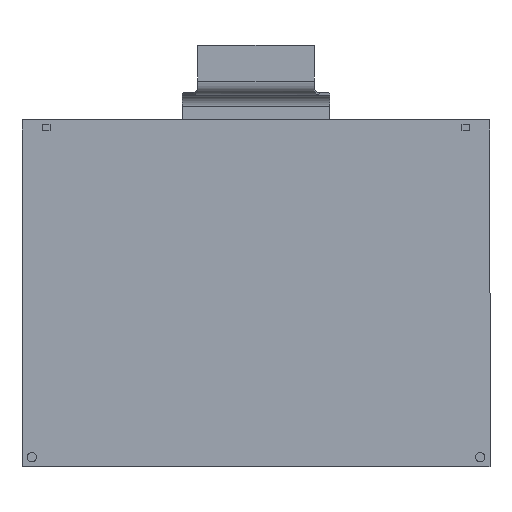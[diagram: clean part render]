
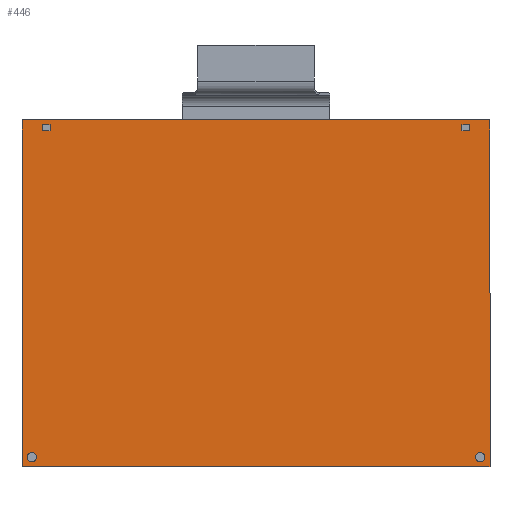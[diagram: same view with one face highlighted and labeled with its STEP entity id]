
A CAD part, front view. The second image highlights one B-rep face of the part: STEP entity #446.
In plain terms, the highlighted planar face has unit normal (0, -1, 0).
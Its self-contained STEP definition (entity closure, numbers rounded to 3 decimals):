
#3 = AXIS2_PLACEMENT_3D ( 'NONE', #620, #275, #856 ) ;
#6 = ORIENTED_EDGE ( 'NONE', *, *, #967, .T. ) ;
#19 = CARTESIAN_POINT ( 'NONE',  ( -28.8, 0., -17.55 ) ) ;
#20 = FACE_BOUND ( 'NONE', #291, .T. ) ;
#26 = AXIS2_PLACEMENT_3D ( 'NONE', #1153, #658, #1298 ) ;
#32 = CARTESIAN_POINT ( 'NONE',  ( 26.45, 0., 24.35 ) ) ;
#33 = VERTEX_POINT ( 'NONE', #1135 ) ;
#58 = DIRECTION ( 'NONE',  ( 0., -1., 0. ) ) ;
#63 = VERTEX_POINT ( 'NONE', #1014 ) ;
#69 = DIRECTION ( 'NONE',  ( 0., 0., 1. ) ) ;
#99 = CIRCLE ( 'NONE', #26, 0.6 ) ;
#122 = ORIENTED_EDGE ( 'NONE', *, *, #1258, .T. ) ;
#139 = VERTEX_POINT ( 'NONE', #543 ) ;
#159 = EDGE_CURVE ( 'NONE', #1174, #1060, #784, .T. ) ;
#166 = CARTESIAN_POINT ( 'NONE',  ( -30.05, 0., 25.75 ) ) ;
#177 = VERTEX_POINT ( 'NONE', #1160 ) ;
#180 = VECTOR ( 'NONE', #1184, 1000. ) ;
#196 = LINE ( 'NONE', #689, #180 ) ;
#210 = VERTEX_POINT ( 'NONE', #791 ) ;
#211 = LINE ( 'NONE', #708, #1391 ) ;
#216 = EDGE_LOOP ( 'NONE', ( #1268, #333 ) ) ;
#217 = EDGE_CURVE ( 'NONE', #685, #1529, #1429, .T. ) ;
#229 = CARTESIAN_POINT ( 'NONE',  ( 30.05, 0., 25.75 ) ) ;
#235 = VECTOR ( 'NONE', #1038, 1000. ) ;
#248 = FACE_BOUND ( 'NONE', #994, .T. ) ;
#258 = CARTESIAN_POINT ( 'NONE',  ( -30.05, 0., -18.75 ) ) ;
#275 = DIRECTION ( 'NONE',  ( 0., 1., 0. ) ) ;
#282 = CARTESIAN_POINT ( 'NONE',  ( 28.8, 0., -17.55 ) ) ;
#287 = EDGE_CURVE ( 'NONE', #583, #177, #713, .T. ) ;
#289 = LINE ( 'NONE', #166, #235 ) ;
#291 = EDGE_LOOP ( 'NONE', ( #826, #316, #122, #1493 ) ) ;
#313 = LINE ( 'NONE', #1535, #1418 ) ;
#316 = ORIENTED_EDGE ( 'NONE', *, *, #898, .T. ) ;
#330 = CARTESIAN_POINT ( 'NONE',  ( 28.8, 0., -16.95 ) ) ;
#333 = ORIENTED_EDGE ( 'NONE', *, *, #1296, .F. ) ;
#364 = DIRECTION ( 'NONE',  ( 0., 0., -1. ) ) ;
#398 = ORIENTED_EDGE ( 'NONE', *, *, #159, .F. ) ;
#408 = DIRECTION ( 'NONE',  ( 0., 0., 1. ) ) ;
#416 = VERTEX_POINT ( 'NONE', #1573 ) ;
#419 = VERTEX_POINT ( 'NONE', #229 ) ;
#430 = LINE ( 'NONE', #777, #672 ) ;
#446 = ADVANCED_FACE ( 'NONE', ( #860, #248, #740, #736, #20 ), #873, .F. ) ;
#475 = VERTEX_POINT ( 'NONE', #258 ) ;
#505 = DIRECTION ( 'NONE',  ( 0., -1., 0. ) ) ;
#543 = CARTESIAN_POINT ( 'NONE',  ( 30.05, 0., -18.75 ) ) ;
#544 = ORIENTED_EDGE ( 'NONE', *, *, #1154, .T. ) ;
#545 = LINE ( 'NONE', #897, #1342 ) ;
#559 = EDGE_CURVE ( 'NONE', #1190, #63, #1225, .T. ) ;
#570 = DIRECTION ( 'NONE',  ( -1., 0., 0. ) ) ;
#583 = VERTEX_POINT ( 'NONE', #1171 ) ;
#586 = CARTESIAN_POINT ( 'NONE',  ( -26.45, 0., 24.35 ) ) ;
#606 = CARTESIAN_POINT ( 'NONE',  ( 27.45, 0., 24.35 ) ) ;
#613 = VERTEX_POINT ( 'NONE', #32 ) ;
#620 = CARTESIAN_POINT ( 'NONE',  ( 0., 0., 0. ) ) ;
#658 = DIRECTION ( 'NONE',  ( 0., -1., 0. ) ) ;
#659 = DIRECTION ( 'NONE',  ( 0., -1., 0. ) ) ;
#672 = VECTOR ( 'NONE', #1022, 1000. ) ;
#685 = VERTEX_POINT ( 'NONE', #1456 ) ;
#689 = CARTESIAN_POINT ( 'NONE',  ( 26.45, 0., 24.35 ) ) ;
#708 = CARTESIAN_POINT ( 'NONE',  ( -26.45, 0., 24.35 ) ) ;
#713 = LINE ( 'NONE', #1078, #1319 ) ;
#728 = CIRCLE ( 'NONE', #1366, 0.6 ) ;
#736 = FACE_BOUND ( 'NONE', #216, .T. ) ;
#740 = FACE_OUTER_BOUND ( 'NONE', #1270, .T. ) ;
#750 = VERTEX_POINT ( 'NONE', #1582 ) ;
#777 = CARTESIAN_POINT ( 'NONE',  ( 30.05, 0., 25.75 ) ) ;
#780 = VECTOR ( 'NONE', #69, 1000. ) ;
#784 = LINE ( 'NONE', #911, #780 ) ;
#791 = CARTESIAN_POINT ( 'NONE',  ( 27.45, 0., 24.35 ) ) ;
#800 = CARTESIAN_POINT ( 'NONE',  ( -27.45, 0., 24.35 ) ) ;
#826 = ORIENTED_EDGE ( 'NONE', *, *, #1058, .T. ) ;
#848 = EDGE_CURVE ( 'NONE', #33, #750, #728, .T. ) ;
#856 = DIRECTION ( 'NONE',  ( 0., 0., 1. ) ) ;
#858 = ORIENTED_EDGE ( 'NONE', *, *, #217, .F. ) ;
#860 = FACE_BOUND ( 'NONE', #1520, .T. ) ;
#870 = DIRECTION ( 'NONE',  ( 1., 0., 0. ) ) ;
#873 = PLANE ( 'NONE',  #3 ) ;
#881 = EDGE_CURVE ( 'NONE', #139, #419, #430, .T. ) ;
#897 = CARTESIAN_POINT ( 'NONE',  ( 26.45, 0., 24.35 ) ) ;
#898 = EDGE_CURVE ( 'NONE', #210, #613, #545, .T. ) ;
#909 = EDGE_CURVE ( 'NONE', #750, #33, #99, .T. ) ;
#911 = CARTESIAN_POINT ( 'NONE',  ( -26.45, 0., 24.35 ) ) ;
#913 = ORIENTED_EDGE ( 'NONE', *, *, #1278, .T. ) ;
#949 = ORIENTED_EDGE ( 'NONE', *, *, #1368, .F. ) ;
#961 = DIRECTION ( 'NONE',  ( -1., 0., 0. ) ) ;
#967 = EDGE_CURVE ( 'NONE', #416, #475, #289, .T. ) ;
#984 = VECTOR ( 'NONE', #1554, 1000. ) ;
#985 = CARTESIAN_POINT ( 'NONE',  ( -26.45, 0., 25.15 ) ) ;
#994 = EDGE_LOOP ( 'NONE', ( #1396, #1261 ) ) ;
#999 = VECTOR ( 'NONE', #1439, 1000. ) ;
#1014 = CARTESIAN_POINT ( 'NONE',  ( 28.8, 0., -18.15 ) ) ;
#1022 = DIRECTION ( 'NONE',  ( 0., 0., 1. ) ) ;
#1038 = DIRECTION ( 'NONE',  ( 0., 0., -1. ) ) ;
#1050 = VECTOR ( 'NONE', #364, 1000. ) ;
#1058 = EDGE_CURVE ( 'NONE', #177, #210, #1585, .T. ) ;
#1060 = VERTEX_POINT ( 'NONE', #1096 ) ;
#1063 = CARTESIAN_POINT ( 'NONE',  ( 28.8, 0., -17.55 ) ) ;
#1078 = CARTESIAN_POINT ( 'NONE',  ( 26.45, 0., 25.15 ) ) ;
#1096 = CARTESIAN_POINT ( 'NONE',  ( -26.45, 0., 25.15 ) ) ;
#1135 = CARTESIAN_POINT ( 'NONE',  ( -28.8, 0., -18.15 ) ) ;
#1153 = CARTESIAN_POINT ( 'NONE',  ( -28.8, 0., -17.55 ) ) ;
#1154 = EDGE_CURVE ( 'NONE', #475, #139, #1432, .T. ) ;
#1156 = AXIS2_PLACEMENT_3D ( 'NONE', #1063, #58, #1300 ) ;
#1160 = CARTESIAN_POINT ( 'NONE',  ( 27.45, 0., 25.15 ) ) ;
#1171 = CARTESIAN_POINT ( 'NONE',  ( 26.45, 0., 25.15 ) ) ;
#1174 = VERTEX_POINT ( 'NONE', #586 ) ;
#1184 = DIRECTION ( 'NONE',  ( 0., 0., 1. ) ) ;
#1190 = VERTEX_POINT ( 'NONE', #330 ) ;
#1195 = CARTESIAN_POINT ( 'NONE',  ( 30.05, 0., -18.75 ) ) ;
#1225 = CIRCLE ( 'NONE', #1305, 0.6 ) ;
#1237 = CIRCLE ( 'NONE', #1156, 0.6 ) ;
#1258 = EDGE_CURVE ( 'NONE', #613, #583, #196, .T. ) ;
#1261 = ORIENTED_EDGE ( 'NONE', *, *, #848, .F. ) ;
#1268 = ORIENTED_EDGE ( 'NONE', *, *, #559, .F. ) ;
#1270 = EDGE_LOOP ( 'NONE', ( #6, #544, #1405, #913 ) ) ;
#1278 = EDGE_CURVE ( 'NONE', #419, #416, #313, .T. ) ;
#1296 = EDGE_CURVE ( 'NONE', #63, #1190, #1237, .T. ) ;
#1298 = DIRECTION ( 'NONE',  ( 0., 0., 1. ) ) ;
#1300 = DIRECTION ( 'NONE',  ( 0., 0., 1. ) ) ;
#1305 = AXIS2_PLACEMENT_3D ( 'NONE', #282, #659, #408 ) ;
#1319 = VECTOR ( 'NONE', #1572, 1000. ) ;
#1342 = VECTOR ( 'NONE', #1383, 1000. ) ;
#1358 = DIRECTION ( 'NONE',  ( 0., 0., 1. ) ) ;
#1366 = AXIS2_PLACEMENT_3D ( 'NONE', #19, #505, #1358 ) ;
#1368 = EDGE_CURVE ( 'NONE', #1529, #1174, #211, .T. ) ;
#1383 = DIRECTION ( 'NONE',  ( -1., 0., 0. ) ) ;
#1391 = VECTOR ( 'NONE', #870, 1000. ) ;
#1396 = ORIENTED_EDGE ( 'NONE', *, *, #909, .F. ) ;
#1399 = ORIENTED_EDGE ( 'NONE', *, *, #1435, .F. ) ;
#1405 = ORIENTED_EDGE ( 'NONE', *, *, #881, .T. ) ;
#1406 = CARTESIAN_POINT ( 'NONE',  ( -27.45, 0., 24.35 ) ) ;
#1418 = VECTOR ( 'NONE', #570, 1000. ) ;
#1429 = LINE ( 'NONE', #800, #984 ) ;
#1432 = LINE ( 'NONE', #1195, #999 ) ;
#1435 = EDGE_CURVE ( 'NONE', #1060, #685, #1581, .T. ) ;
#1439 = DIRECTION ( 'NONE',  ( 1., 0., 0. ) ) ;
#1456 = CARTESIAN_POINT ( 'NONE',  ( -27.45, 0., 25.15 ) ) ;
#1467 = VECTOR ( 'NONE', #961, 1000. ) ;
#1493 = ORIENTED_EDGE ( 'NONE', *, *, #287, .T. ) ;
#1520 = EDGE_LOOP ( 'NONE', ( #858, #1399, #398, #949 ) ) ;
#1529 = VERTEX_POINT ( 'NONE', #1406 ) ;
#1535 = CARTESIAN_POINT ( 'NONE',  ( 30.05, 0., 25.75 ) ) ;
#1554 = DIRECTION ( 'NONE',  ( 0., 0., -1. ) ) ;
#1572 = DIRECTION ( 'NONE',  ( 1., 0., 0. ) ) ;
#1573 = CARTESIAN_POINT ( 'NONE',  ( -30.05, 0., 25.75 ) ) ;
#1581 = LINE ( 'NONE', #985, #1467 ) ;
#1582 = CARTESIAN_POINT ( 'NONE',  ( -28.8, 0., -16.95 ) ) ;
#1585 = LINE ( 'NONE', #606, #1050 ) ;
